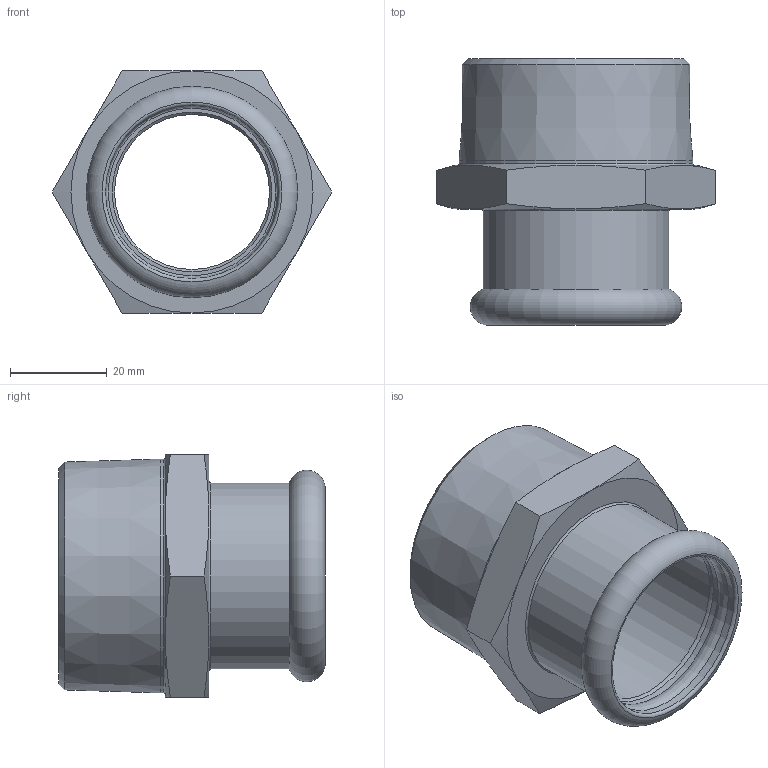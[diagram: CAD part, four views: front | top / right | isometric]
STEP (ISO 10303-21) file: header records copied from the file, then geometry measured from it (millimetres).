
FILE_DESCRIPTION(/* description */ (''),/* implementation_level */ '2;1');
FILE_NAME(/* name */ '387112035_Steelpres.stp',/* time_stamp */ '2022-10-21T16:33:06+02:00',/* author */ ('Vault'),/* organization */ ('Raccorderie metalliche s.p.a. '),/* preprocessor_version */ 'ST-DEVELOPER v18.1',/* originating_system */ 'Autodesk Inventor 2020',/* authorisation */ 'Raccorderie metalliche s.p.a. ');
FILE_SCHEMA (('AUTOMOTIVE_DESIGN { 1 0 10303 214 3 1 1 }'));
Length unit declared in the file: millimetre
Products named in the file (1): 387112035_Steelpres
Bounding box: 57.73 x 55 x 50 mm (x, y, z)
Volume: 31082.2 mm3; surface area: 16506.6 mm2
Topology: 1 solids, 1 shells, 41 faces, 101 edges, 64 vertices
Faces by surface type: cone 17, plane 10, torus 7, cylinder 7
Full cylindrical faces by diameter (mm): 32 x1, 35.4 x1, 35.8 x2, 38 x1, 38.4 x1, 48.3 x1
Entity records: 1255 total; most frequent: CARTESIAN_POINT 255, DIRECTION 220, ORIENTED_EDGE 202, EDGE_CURVE 101, AXIS2_PLACEMENT_3D 101, VERTEX_POINT 64, CIRCLE 59, EDGE_LOOP 45
